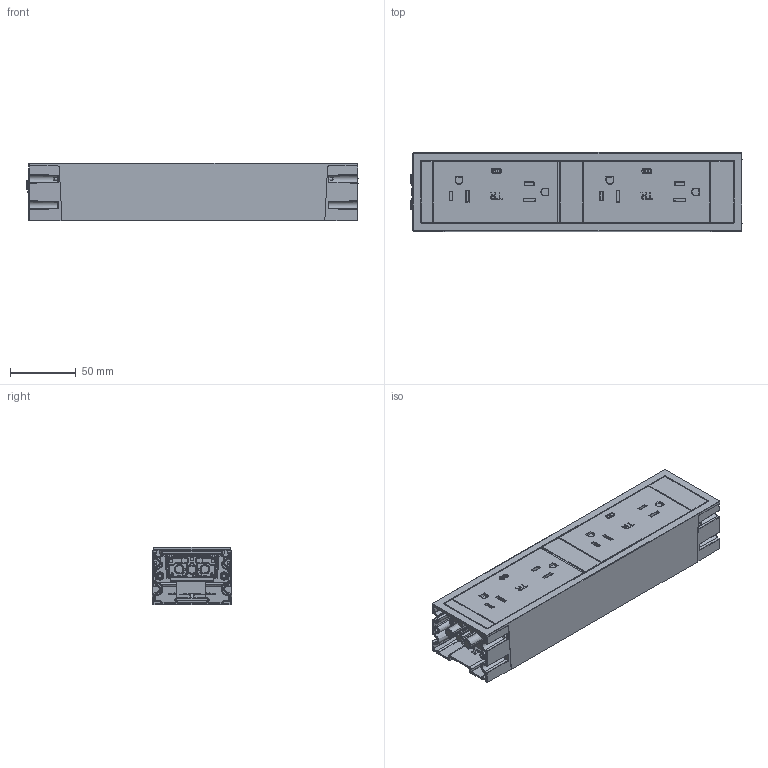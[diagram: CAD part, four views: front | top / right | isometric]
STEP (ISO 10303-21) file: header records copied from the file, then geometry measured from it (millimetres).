
FILE_DESCRIPTION (( 'STEP AP203' ), '1' );
FILE_NAME ('QikBox_5.STEP', '2024-09-11T09:16:31', ( '' ), ( '' ), 'SwSTEP 2.0', 'SolidWorks 2024', '' );
FILE_SCHEMA (( 'CONFIG_CONTROL_DESIGN' ));
Products named in the file (1): QikBox_5
Bounding box: 253.45 x 61 x 44 mm (x, y, z)
Volume: 589717.8 mm3; surface area: 95866.5 mm2
Topology: 3 solids, 38 shells, 6101 faces, 15324 edges, 9292 vertices
Faces by surface type: cylinder 2027, plane 2026, bspline 1528, sphere 318, torus 101, cone 101
Entity records: 211662 total; most frequent: CARTESIAN_POINT 81370, ORIENTED_EDGE 30560, DIRECTION 23219, EDGE_CURVE 15280, VERTEX_POINT 9292, LINE 7747, VECTOR 7747, AXIS2_PLACEMENT_3D 7736
